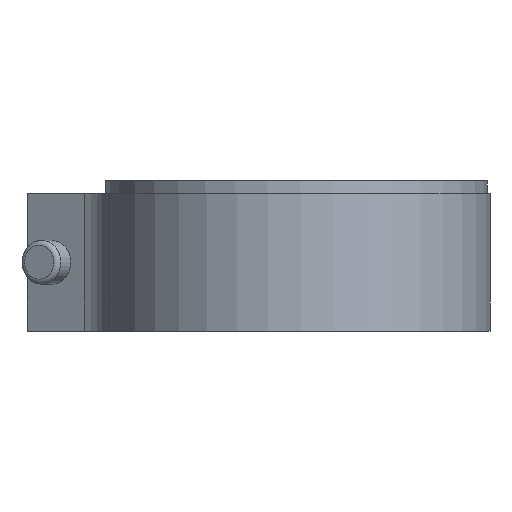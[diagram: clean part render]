
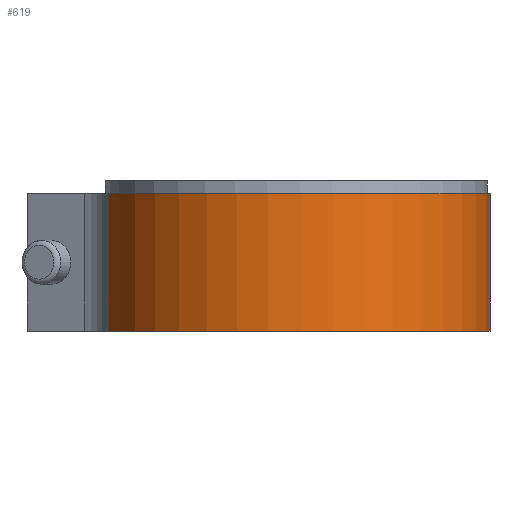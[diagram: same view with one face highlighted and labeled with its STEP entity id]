
A CAD part, front view. The second image highlights one B-rep face of the part: STEP entity #619.
In plain terms, the highlighted cylindrical face has radius 31 mm (diameter 62 mm), a partial arc.
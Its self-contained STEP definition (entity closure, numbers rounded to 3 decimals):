
#39=CIRCLE('',#684,31.);
#42=CIRCLE('',#694,31.);
#51=CYLINDRICAL_SURFACE('',#693,31.);
#81=FACE_OUTER_BOUND('',#120,.T.);
#120=EDGE_LOOP('',(#507,#508,#509,#510));
#178=LINE('',#1024,#236);
#179=LINE('',#1028,#237);
#236=VECTOR('',#852,1000.);
#237=VECTOR('',#857,1000.);
#280=VERTEX_POINT('',#989);
#281=VERTEX_POINT('',#991);
#291=VERTEX_POINT('',#1023);
#292=VERTEX_POINT('',#1027);
#351=EDGE_CURVE('',#281,#280,#39,.T.);
#367=EDGE_CURVE('',#291,#281,#178,.T.);
#369=EDGE_CURVE('',#292,#280,#179,.T.);
#370=EDGE_CURVE('',#291,#292,#42,.T.);
#507=ORIENTED_EDGE('',*,*,#351,.T.);
#508=ORIENTED_EDGE('',*,*,#369,.F.);
#509=ORIENTED_EDGE('',*,*,#370,.F.);
#510=ORIENTED_EDGE('',*,*,#367,.T.);
#619=ADVANCED_FACE('',(#81),#51,.T.);
#684=AXIS2_PLACEMENT_3D('',#992,#822,#823);
#693=AXIS2_PLACEMENT_3D('',#1026,#855,#856);
#694=AXIS2_PLACEMENT_3D('',#1029,#858,#859);
#822=DIRECTION('center_axis',(0.,0.,1.));
#823=DIRECTION('ref_axis',(-1.,0.,0.));
#852=DIRECTION('',(0.,0.,-1.));
#855=DIRECTION('center_axis',(0.,0.,-1.));
#856=DIRECTION('ref_axis',(0.427,-0.904,0.));
#857=DIRECTION('',(0.,0.,-1.));
#858=DIRECTION('center_axis',(0.,0.,1.));
#859=DIRECTION('ref_axis',(-1.,0.,0.));
#989=CARTESIAN_POINT('',(25.158,18.113,-11.));
#991=CARTESIAN_POINT('',(-29.967,-7.935,-11.));
#992=CARTESIAN_POINT('Origin',(0.,0.,-11.));
#1023=CARTESIAN_POINT('',(-29.967,-7.935,11.));
#1024=CARTESIAN_POINT('',(-29.967,-7.935,11.));
#1026=CARTESIAN_POINT('Origin',(0.,0.,11.));
#1027=CARTESIAN_POINT('',(25.158,18.113,11.));
#1028=CARTESIAN_POINT('',(25.158,18.113,11.));
#1029=CARTESIAN_POINT('Origin',(0.,0.,11.));
